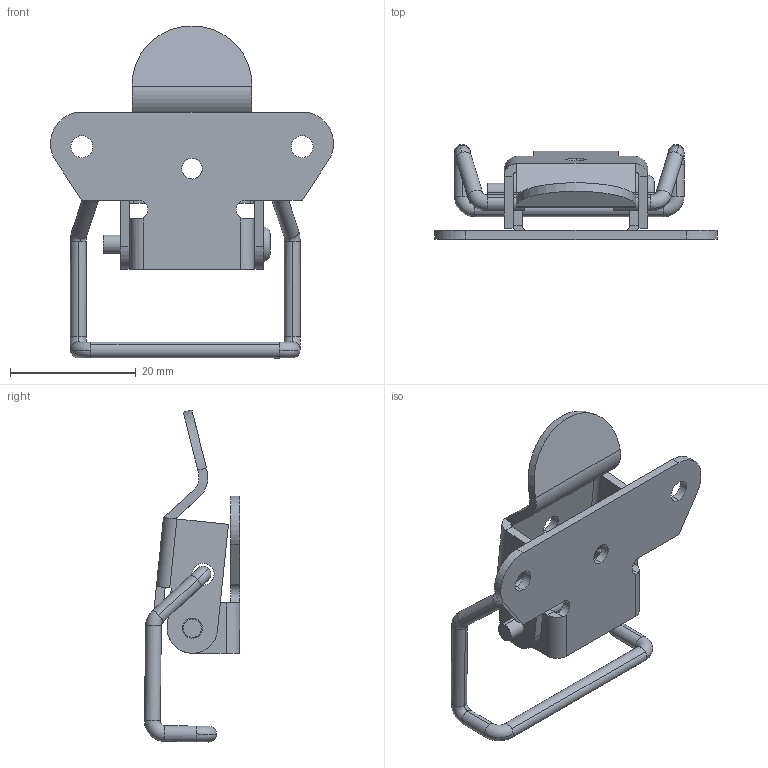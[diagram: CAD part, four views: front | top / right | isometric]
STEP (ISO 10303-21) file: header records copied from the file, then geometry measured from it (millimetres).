
FILE_DESCRIPTION (( 'STEP AP214' ), '1' );
FILE_NAME ('D1049022L - 10490 G2 ZP.STEP', '2017-02-14T11:34:33', ( '' ), ( '' ), 'SwSTEP 2.0', 'SolidWorks 2015', '' );
FILE_SCHEMA (( 'AUTOMOTIVE_DESIGN' ));
Length unit declared in the file: millimetre
Products named in the file (5): bygel; nit; platta; D1049022L - 10490 G2 ZP; överdel
Assembly tree (4 placements, depth 2):
  D1049022L - 10490 G2 ZP
    platta
    nit
    överdel
    bygel
Bounding box: 44.97 x 15.12 x 52.77 mm (x, y, z)
Volume: 3379 mm3; surface area: 5593.9 mm2
Topology: 4 solids, 4 shells, 137 faces, 344 edges, 216 vertices
Faces by surface type: cylinder 61, plane 58, torus 18
Entity records: 4358 total; most frequent: DIRECTION 786, CARTESIAN_POINT 728, ORIENTED_EDGE 688, EDGE_CURVE 344, AXIS2_PLACEMENT_3D 306, VERTEX_POINT 216, VECTOR 174, LINE 174
